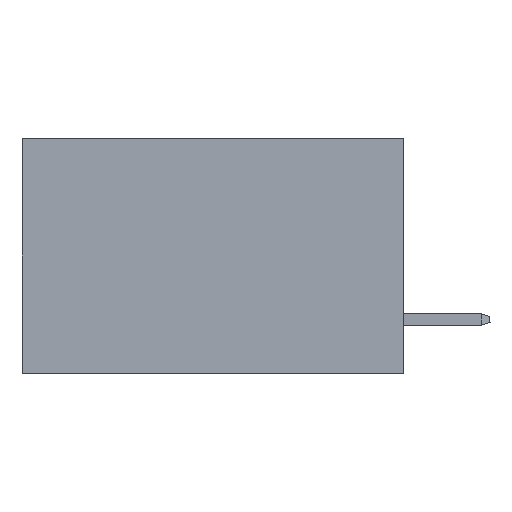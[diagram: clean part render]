
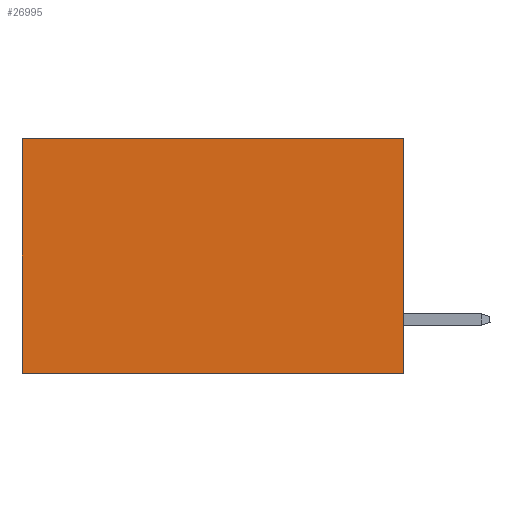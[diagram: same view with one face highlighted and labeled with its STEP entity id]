
A CAD part, left-side view. The second image highlights one B-rep face of the part: STEP entity #26995.
In plain terms, the highlighted planar face has unit normal (-1, 0, 0).
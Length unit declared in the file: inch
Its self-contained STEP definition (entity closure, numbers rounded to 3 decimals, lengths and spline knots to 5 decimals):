
#2123 = VERTEX_POINT ( 'NONE', #33018 ) ;
#3037 = CARTESIAN_POINT ( 'NONE',  ( 0.2875, 0., 0. ) ) ;
#3257 = EDGE_CURVE ( 'NONE', #8429, #26601, #6763, .T. ) ;
#6658 = EDGE_LOOP ( 'NONE', ( #18761, #29555, #26875, #35782 ) ) ;
#6763 = LINE ( 'NONE', #21626, #27493 ) ;
#6780 = CARTESIAN_POINT ( 'NONE',  ( 0.2875, 0., 0. ) ) ;
#8429 = VERTEX_POINT ( 'NONE', #33814 ) ;
#12324 = LINE ( 'NONE', #19385, #23328 ) ;
#12798 = VECTOR ( 'NONE', #32471, 39.37008 ) ;
#13159 = CARTESIAN_POINT ( 'NONE',  ( 0.2875, 0.6, 0. ) ) ;
#13681 = VERTEX_POINT ( 'NONE', #15185 ) ;
#14564 = FACE_OUTER_BOUND ( 'NONE', #6658, .T. ) ;
#15185 = CARTESIAN_POINT ( 'NONE',  ( 0.2875, 0.6, -0.37 ) ) ;
#15420 = AXIS2_PLACEMENT_3D ( 'NONE', #6780, #36483, #17988 ) ;
#16074 = EDGE_CURVE ( 'NONE', #26601, #13681, #12324, .T. ) ;
#17156 = CARTESIAN_POINT ( 'NONE',  ( 0.2875, 0., -0.37 ) ) ;
#17988 = DIRECTION ( 'NONE',  ( 0., 0., -1. ) ) ;
#18761 = ORIENTED_EDGE ( 'NONE', *, *, #22055, .T. ) ;
#19385 = CARTESIAN_POINT ( 'NONE',  ( 0.2875, 0., -0.37 ) ) ;
#21626 = CARTESIAN_POINT ( 'NONE',  ( 0.2875, 0., 0. ) ) ;
#22055 = EDGE_CURVE ( 'NONE', #2123, #13681, #31403, .T. ) ;
#23328 = VECTOR ( 'NONE', #34460, 39.37008 ) ;
#26601 = VERTEX_POINT ( 'NONE', #17156 ) ;
#26875 = ORIENTED_EDGE ( 'NONE', *, *, #3257, .F. ) ;
#26995 = ADVANCED_FACE ( 'NONE', ( #14564 ), #28709, .F. ) ;
#27493 = VECTOR ( 'NONE', #32815, 39.37008 ) ;
#28709 = PLANE ( 'NONE',  #15420 ) ;
#29555 = ORIENTED_EDGE ( 'NONE', *, *, #16074, .F. ) ;
#31403 = LINE ( 'NONE', #13159, #34512 ) ;
#32471 = DIRECTION ( 'NONE',  ( 0., 1., 0. ) ) ;
#32815 = DIRECTION ( 'NONE',  ( 0., 0., -1. ) ) ;
#33018 = CARTESIAN_POINT ( 'NONE',  ( 0.2875, 0.6, 0. ) ) ;
#33814 = CARTESIAN_POINT ( 'NONE',  ( 0.2875, 0., 0. ) ) ;
#34460 = DIRECTION ( 'NONE',  ( 0., 1., 0. ) ) ;
#34512 = VECTOR ( 'NONE', #38702, 39.37008 ) ;
#34826 = EDGE_CURVE ( 'NONE', #8429, #2123, #39772, .T. ) ;
#35782 = ORIENTED_EDGE ( 'NONE', *, *, #34826, .T. ) ;
#36483 = DIRECTION ( 'NONE',  ( 1., 0., 0. ) ) ;
#38702 = DIRECTION ( 'NONE',  ( 0., 0., -1. ) ) ;
#39772 = LINE ( 'NONE', #3037, #12798 ) ;
